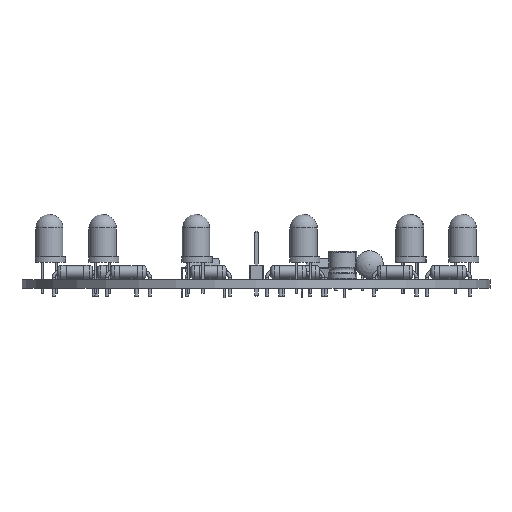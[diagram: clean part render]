
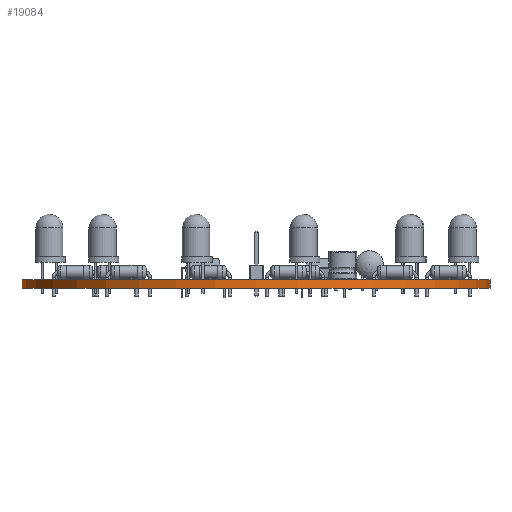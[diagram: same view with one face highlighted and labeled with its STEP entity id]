
A CAD part, front view. The second image highlights one B-rep face of the part: STEP entity #19084.
In plain terms, the highlighted cylindrical face has radius 41.782 mm (diameter 83.565 mm), a full revolution.
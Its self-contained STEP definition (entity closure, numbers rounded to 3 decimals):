
#19084 = ADVANCED_FACE('',(#19085),#19112,.T.);
#19085 = FACE_BOUND('',#19086,.F.);
#19086 = EDGE_LOOP('',(#19087,#19097,#19104,#19105));
#19087 = ORIENTED_EDGE('',*,*,#19088,.T.);
#19088 = EDGE_CURVE('',#19089,#19091,#19093,.T.);
#19089 = VERTEX_POINT('',#19090);
#19090 = CARTESIAN_POINT('',(208.395,-86.916,0.));
#19091 = VERTEX_POINT('',#19092);
#19092 = CARTESIAN_POINT('',(208.395,-86.916,1.51));
#19093 = LINE('',#19094,#19095);
#19094 = CARTESIAN_POINT('',(208.395,-86.916,0.));
#19095 = VECTOR('',#19096,1.);
#19096 = DIRECTION('',(0.,0.,1.));
#19097 = ORIENTED_EDGE('',*,*,#19098,.T.);
#19098 = EDGE_CURVE('',#19091,#19091,#19099,.T.);
#19099 = CIRCLE('',#19100,41.782);
#19100 = AXIS2_PLACEMENT_3D('',#19101,#19102,#19103);
#19101 = CARTESIAN_POINT('',(166.613,-86.916,1.51));
#19102 = DIRECTION('',(0.,0.,1.));
#19103 = DIRECTION('',(1.,0.,-0.));
#19104 = ORIENTED_EDGE('',*,*,#19088,.F.);
#19105 = ORIENTED_EDGE('',*,*,#19106,.F.);
#19106 = EDGE_CURVE('',#19089,#19089,#19107,.T.);
#19107 = CIRCLE('',#19108,41.782);
#19108 = AXIS2_PLACEMENT_3D('',#19109,#19110,#19111);
#19109 = CARTESIAN_POINT('',(166.613,-86.916,0.));
#19110 = DIRECTION('',(0.,0.,1.));
#19111 = DIRECTION('',(1.,0.,-0.));
#19112 = CYLINDRICAL_SURFACE('',#19113,41.782);
#19113 = AXIS2_PLACEMENT_3D('',#19114,#19115,#19116);
#19114 = CARTESIAN_POINT('',(166.613,-86.916,0.));
#19115 = DIRECTION('',(-0.,-0.,-1.));
#19116 = DIRECTION('',(1.,0.,-0.));
